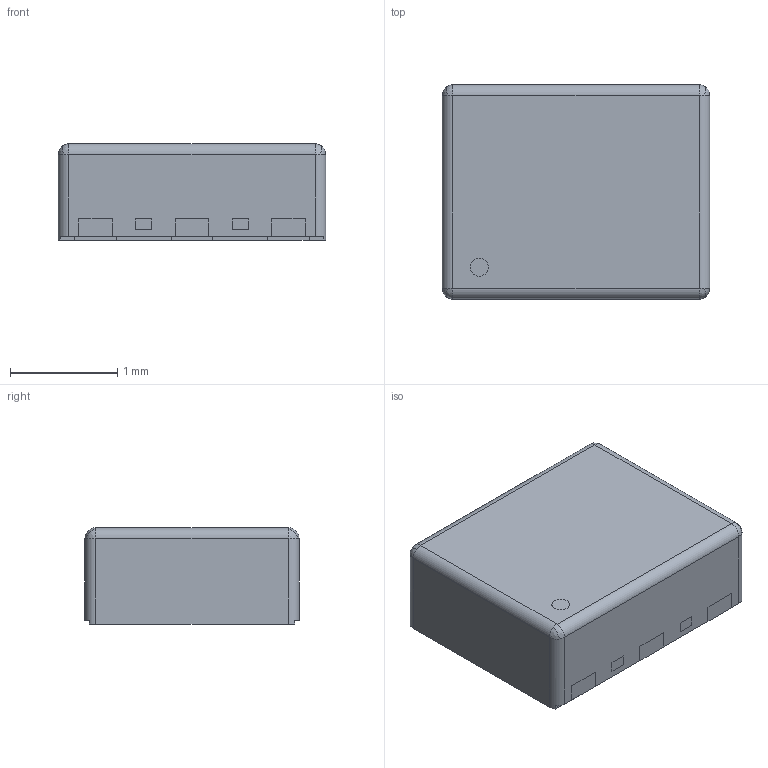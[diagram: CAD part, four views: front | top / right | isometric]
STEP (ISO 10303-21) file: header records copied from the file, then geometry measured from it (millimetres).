
FILE_DESCRIPTION (( 'STEP AP214' ), '1' );
FILE_NAME ('SIT9375AI-04A3-3310-100.000000.STEP', '2024-08-20T04:19:05', ( '' ), ( '' ), 'SwSTEP 2.0', 'SolidWorks 2022', '' );
FILE_SCHEMA (( 'AUTOMOTIVE_DESIGN' ));
Length unit declared in the file: millimetre
Products named in the file (6): 1; 3; SIT9375AI-04A3-3310-100.000000; 2_2; 2; Dot_1
Assembly tree (5 placements, depth 3):
  SIT9375AI-04A3-3310-100.000000
    1
    2
    3
    Dot_1
      2_2
Bounding box: 2.5 x 2 x 0.9 mm (x, y, z)
Volume: 4.5 mm3; surface area: 28.6 mm2
Topology: 10 solids, 10 shells, 160 faces, 420 edges, 272 vertices
Faces by surface type: plane 142, cylinder 10, bspline 8
Entity records: 6926 total; most frequent: CARTESIAN_POINT 973, ORIENTED_EDGE 824, DIRECTION 774, EDGE_CURVE 412, LINE 372, VECTOR 372, VERTEX_POINT 272, AXIS2_PLACEMENT_3D 201
